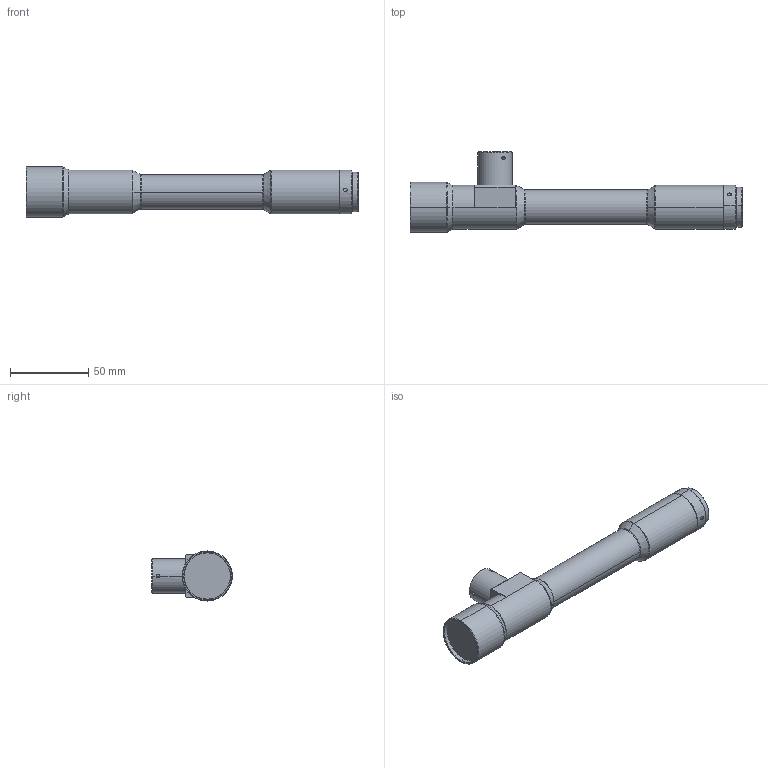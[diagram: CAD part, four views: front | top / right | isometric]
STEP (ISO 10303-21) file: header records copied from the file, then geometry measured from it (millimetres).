
FILE_DESCRIPTION (( 'STEP AP203' ), '1' );
FILE_NAME ('WWK80-108C-111V3.STEP', '2022-09-29T10:37:47', ( '' ), ( '' ), 'SwSTEP 2.0', 'SolidWorks 2017', '' );
FILE_SCHEMA (( 'CONFIG_CONTROL_DESIGN' ));
Length unit declared in the file: millimetre
Products named in the file (1): WWK80-108C-111V3
Bounding box: 211.79 x 51.4 x 32 mm (x, y, z)
Volume: 120886.8 mm3; surface area: 22011.9 mm2
Topology: 1 solids, 5 shells, 117 faces, 241 edges, 144 vertices
Faces by surface type: cylinder 60, cone 24, plane 21, torus 12
Entity records: 3630 total; most frequent: CARTESIAN_POINT 1055, DIRECTION 555, ORIENTED_EDGE 482, EDGE_CURVE 241, AXIS2_PLACEMENT_3D 232, VERTEX_POINT 144, EDGE_LOOP 133, FACE_OUTER_BOUND 117
